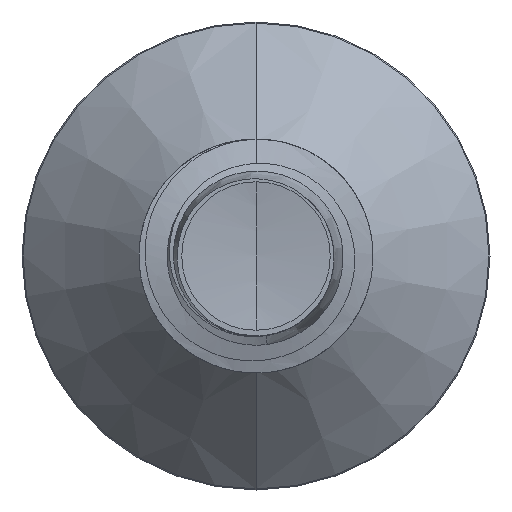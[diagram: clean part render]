
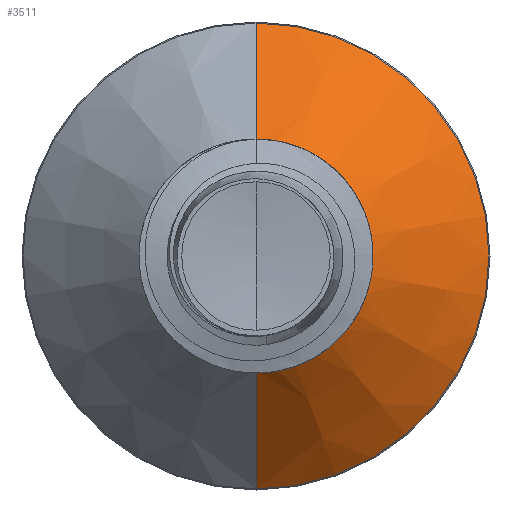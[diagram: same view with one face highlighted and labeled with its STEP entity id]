
A CAD part, front view. The second image highlights one B-rep face of the part: STEP entity #3511.
In plain terms, the highlighted conical face has half-angle 45 degrees and reference radius 1.08 mm.
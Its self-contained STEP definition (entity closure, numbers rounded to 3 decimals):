
#990 = VERTEX_POINT ( 'NONE', #11684 ) ;
#1214 = FACE_OUTER_BOUND ( 'NONE', #4239, .T. ) ;
#1288 = EDGE_CURVE ( 'NONE', #8989, #9424, #6441, .T. ) ;
#1613 = DIRECTION ( 'NONE',  ( 0., 0., 1. ) ) ;
#1622 = DIRECTION ( 'NONE',  ( 0., 1., 0. ) ) ;
#1628 = ORIENTED_EDGE ( 'NONE', *, *, #2022, .F. ) ;
#1635 = CARTESIAN_POINT ( 'NONE',  ( 0., 5.53, 0. ) ) ;
#1812 = VECTOR ( 'NONE', #12002, 1000. ) ;
#2022 = EDGE_CURVE ( 'NONE', #8989, #990, #11109, .T. ) ;
#2530 = CARTESIAN_POINT ( 'NONE',  ( 0., 5.53, -1.08 ) ) ;
#2535 = DIRECTION ( 'NONE',  ( 0., 0.707, -0.707 ) ) ;
#2730 = EDGE_CURVE ( 'NONE', #9424, #15570, #11859, .T. ) ;
#3084 = EDGE_CURVE ( 'NONE', #990, #15570, #4783, .T. ) ;
#3511 = ADVANCED_FACE ( 'NONE', ( #1214 ), #13818, .T. ) ;
#4179 = CARTESIAN_POINT ( 'NONE',  ( 0., 5.53, 1.08 ) ) ;
#4239 = EDGE_LOOP ( 'NONE', ( #5968, #14657, #18711, #1628 ) ) ;
#4662 = DIRECTION ( 'NONE',  ( 0., 1., 0. ) ) ;
#4783 = CIRCLE ( 'NONE', #21492, 2.19 ) ;
#4896 = CARTESIAN_POINT ( 'NONE',  ( 0., 6.64, -2.19 ) ) ;
#5968 = ORIENTED_EDGE ( 'NONE', *, *, #1288, .T. ) ;
#6410 = CARTESIAN_POINT ( 'NONE',  ( 0., 5.53, 0. ) ) ;
#6441 = CIRCLE ( 'NONE', #20491, 1.08 ) ;
#7494 = VECTOR ( 'NONE', #2535, 1000. ) ;
#8989 = VERTEX_POINT ( 'NONE', #4179 ) ;
#9424 = VERTEX_POINT ( 'NONE', #9636 ) ;
#9636 = CARTESIAN_POINT ( 'NONE',  ( 0., 5.53, -1.08 ) ) ;
#10694 = CARTESIAN_POINT ( 'NONE',  ( 0., 6.64, 0. ) ) ;
#11109 = LINE ( 'NONE', #11791, #1812 ) ;
#11337 = DIRECTION ( 'NONE',  ( 0., 0., 1. ) ) ;
#11684 = CARTESIAN_POINT ( 'NONE',  ( 0., 6.64, 2.19 ) ) ;
#11791 = CARTESIAN_POINT ( 'NONE',  ( 0., 5.53, 1.08 ) ) ;
#11859 = LINE ( 'NONE', #2530, #7494 ) ;
#12002 = DIRECTION ( 'NONE',  ( 0., 0.707, 0.707 ) ) ;
#12296 = DIRECTION ( 'NONE',  ( 0., 0., 1. ) ) ;
#13818 = CONICAL_SURFACE ( 'NONE', #18548, 1.08, 0.785 ) ;
#14657 = ORIENTED_EDGE ( 'NONE', *, *, #2730, .T. ) ;
#15570 = VERTEX_POINT ( 'NONE', #4896 ) ;
#18548 = AXIS2_PLACEMENT_3D ( 'NONE', #6410, #4662, #11337 ) ;
#18711 = ORIENTED_EDGE ( 'NONE', *, *, #3084, .F. ) ;
#20491 = AXIS2_PLACEMENT_3D ( 'NONE', #1635, #1622, #1613 ) ;
#21492 = AXIS2_PLACEMENT_3D ( 'NONE', #10694, #21649, #12296 ) ;
#21649 = DIRECTION ( 'NONE',  ( 0., 1., 0. ) ) ;
